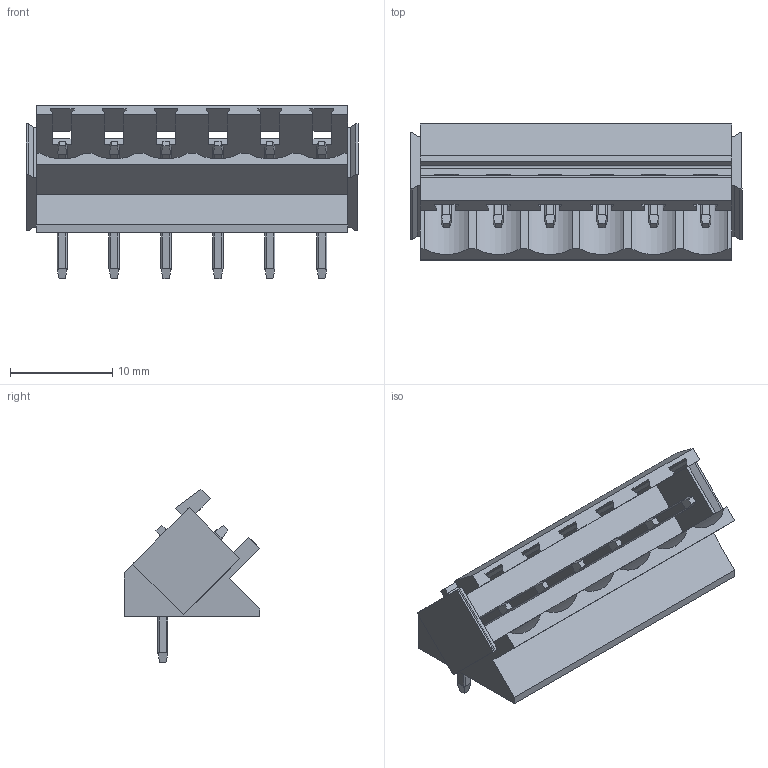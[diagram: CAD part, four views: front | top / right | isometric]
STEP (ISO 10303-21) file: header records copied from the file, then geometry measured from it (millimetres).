
FILE_DESCRIPTION(('CATIA V5 STEP Exchange','CAx-IF Rec.Pracs.--- Model Styling and Organization---1.4--- 2014-01-23'),'2;1');
FILE_NAME ('D1490385_0_1606030000_1606030000.stp','2021-06-21T09:00:55+00:00',('none'),('Weidmueller'),'CATIA Version 5-6 Release 2016 SP3 HF44','CATIA V5 STEP AP214','none');
FILE_SCHEMA(('AUTOMOTIVE_DESIGN { 1 0 10303 214 1 1 1 1 }'));
Length unit declared in the file: millimetre
Products named in the file (1): 1606030000
Bounding box: 32.48 x 13.3 x 16.97 mm (x, y, z)
Volume: 1970.7 mm3; surface area: 2788.9 mm2
Topology: 7 solids, 7 shells, 340 faces, 978 edges, 640 vertices
Faces by surface type: plane 236, cylinder 104
Entity records: 12413 total; most frequent: CARTESIAN_POINT 3602, ORIENTED_EDGE 1956, DIRECTION 1404, EDGE_CURVE 978, VECTOR 770, LINE 770, VERTEX_POINT 640, EDGE_LOOP 352
